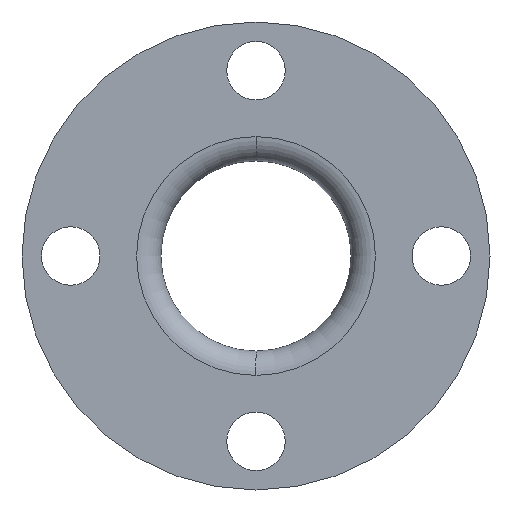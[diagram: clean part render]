
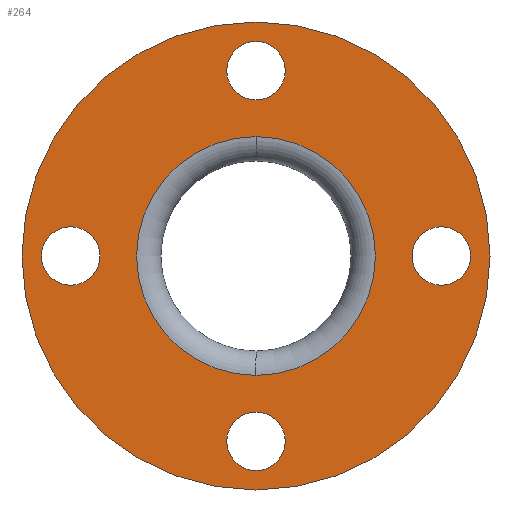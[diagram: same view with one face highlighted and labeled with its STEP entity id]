
A CAD part, left-side view. The second image highlights one B-rep face of the part: STEP entity #264.
In plain terms, the highlighted planar face has unit normal (-1, 0, 0).
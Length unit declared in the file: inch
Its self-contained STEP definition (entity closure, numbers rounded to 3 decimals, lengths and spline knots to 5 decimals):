
#17 = CIRCLE ( 'NONE', #285, 3. ) ;
#21 = EDGE_CURVE ( 'NONE', #557, #321, #554, .T. ) ;
#26 = ORIENTED_EDGE ( 'NONE', *, *, #21, .F. ) ;
#34 = DIRECTION ( 'NONE',  ( -1., 0., 0. ) ) ;
#35 = AXIS2_PLACEMENT_3D ( 'NONE', #485, #204, #304 ) ;
#40 = ORIENTED_EDGE ( 'NONE', *, *, #460, .T. ) ;
#43 = FACE_BOUND ( 'NONE', #57, .T. ) ;
#48 = AXIS2_PLACEMENT_3D ( 'NONE', #233, #462, #191 ) ;
#52 = DIRECTION ( 'NONE',  ( 0., 0., 1. ) ) ;
#53 = VERTEX_POINT ( 'NONE', #145 ) ;
#57 = EDGE_LOOP ( 'NONE', ( #353, #359 ) ) ;
#60 = CIRCLE ( 'NONE', #250, 3. ) ;
#62 = CIRCLE ( 'NONE', #371, 0.375 ) ;
#70 = DIRECTION ( 'NONE',  ( 0., 0., 1. ) ) ;
#71 = DIRECTION ( 'NONE',  ( 0., 0., 1. ) ) ;
#78 = CARTESIAN_POINT ( 'NONE',  ( 0.79986, 2.375, -0.375 ) ) ;
#83 = VERTEX_POINT ( 'NONE', #85 ) ;
#85 = CARTESIAN_POINT ( 'NONE',  ( 0.79986, -2.375, -0.375 ) ) ;
#94 = AXIS2_PLACEMENT_3D ( 'NONE', #519, #523, #70 ) ;
#104 = CARTESIAN_POINT ( 'NONE',  ( 0.79986, 0., 0. ) ) ;
#108 = VERTEX_POINT ( 'NONE', #664 ) ;
#109 = DIRECTION ( 'NONE',  ( 0., 0., 1. ) ) ;
#112 = DIRECTION ( 'NONE',  ( -1., 0., 0. ) ) ;
#113 = VERTEX_POINT ( 'NONE', #605 ) ;
#128 = EDGE_CURVE ( 'NONE', #108, #499, #62, .T. ) ;
#133 = VERTEX_POINT ( 'NONE', #218 ) ;
#142 = EDGE_CURVE ( 'NONE', #321, #557, #566, .T. ) ;
#145 = CARTESIAN_POINT ( 'NONE',  ( 0.79986, 0., 1.53125 ) ) ;
#147 = VERTEX_POINT ( 'NONE', #381 ) ;
#159 = DIRECTION ( 'NONE',  ( 0., 0., -1. ) ) ;
#170 = EDGE_LOOP ( 'NONE', ( #471, #40 ) ) ;
#176 = EDGE_CURVE ( 'NONE', #499, #108, #659, .T. ) ;
#179 = DIRECTION ( 'NONE',  ( 1., 0., 0. ) ) ;
#182 = DIRECTION ( 'NONE',  ( 0., 0., -1. ) ) ;
#191 = DIRECTION ( 'NONE',  ( 0., 1., 0. ) ) ;
#195 = DIRECTION ( 'NONE',  ( 0., 1., 0. ) ) ;
#197 = VERTEX_POINT ( 'NONE', #376 ) ;
#203 = CARTESIAN_POINT ( 'NONE',  ( 0.79986, 0., 2.375 ) ) ;
#204 = DIRECTION ( 'NONE',  ( -1., 0., 0. ) ) ;
#205 = EDGE_CURVE ( 'NONE', #147, #83, #693, .T. ) ;
#209 = DIRECTION ( 'NONE',  ( -1., 0., 0. ) ) ;
#213 = EDGE_LOOP ( 'NONE', ( #581, #227 ) ) ;
#214 = PLANE ( 'NONE',  #229 ) ;
#215 = CARTESIAN_POINT ( 'NONE',  ( 0.79986, 0., 0. ) ) ;
#216 = ORIENTED_EDGE ( 'NONE', *, *, #498, .F. ) ;
#218 = CARTESIAN_POINT ( 'NONE',  ( 0.79986, 0., 3. ) ) ;
#221 = ORIENTED_EDGE ( 'NONE', *, *, #731, .F. ) ;
#223 = ORIENTED_EDGE ( 'NONE', *, *, #205, .F. ) ;
#227 = ORIENTED_EDGE ( 'NONE', *, *, #231, .T. ) ;
#229 = AXIS2_PLACEMENT_3D ( 'NONE', #215, #712, #665 ) ;
#231 = EDGE_CURVE ( 'NONE', #113, #133, #60, .T. ) ;
#233 = CARTESIAN_POINT ( 'NONE',  ( 0.79986, 0., -2.375 ) ) ;
#238 = CARTESIAN_POINT ( 'NONE',  ( 0.79986, 0., -1.53125 ) ) ;
#250 = AXIS2_PLACEMENT_3D ( 'NONE', #104, #256, #109 ) ;
#256 = DIRECTION ( 'NONE',  ( -1., 0., 0. ) ) ;
#257 = EDGE_CURVE ( 'NONE', #133, #113, #17, .T. ) ;
#261 = FACE_BOUND ( 'NONE', #553, .T. ) ;
#264 = ADVANCED_FACE ( 'NONE', ( #43, #261, #719, #488, #714, #549 ), #214, .T. ) ;
#269 = DIRECTION ( 'NONE',  ( -1., 0., 0. ) ) ;
#285 = AXIS2_PLACEMENT_3D ( 'NONE', #709, #269, #599 ) ;
#304 = DIRECTION ( 'NONE',  ( 0., 0., 1. ) ) ;
#309 = CARTESIAN_POINT ( 'NONE',  ( 0.79986, 0., -2.375 ) ) ;
#321 = VERTEX_POINT ( 'NONE', #374 ) ;
#327 = DIRECTION ( 'NONE',  ( 0., -1., 0. ) ) ;
#335 = AXIS2_PLACEMENT_3D ( 'NONE', #372, #112, #327 ) ;
#342 = AXIS2_PLACEMENT_3D ( 'NONE', #309, #34, #195 ) ;
#353 = ORIENTED_EDGE ( 'NONE', *, *, #176, .F. ) ;
#359 = ORIENTED_EDGE ( 'NONE', *, *, #128, .F. ) ;
#371 = AXIS2_PLACEMENT_3D ( 'NONE', #203, #209, #724 ) ;
#372 = CARTESIAN_POINT ( 'NONE',  ( 0.79986, 0., 2.375 ) ) ;
#374 = CARTESIAN_POINT ( 'NONE',  ( 0.79986, 2.375, 0.375 ) ) ;
#376 = CARTESIAN_POINT ( 'NONE',  ( 0.79986, 0., -2. ) ) ;
#381 = CARTESIAN_POINT ( 'NONE',  ( 0.79986, -2.375, 0.375 ) ) ;
#386 = CARTESIAN_POINT ( 'NONE',  ( 0.79986, 2.375, 0. ) ) ;
#409 = CIRCLE ( 'NONE', #94, 1.53125 ) ;
#410 = CIRCLE ( 'NONE', #686, 1.53125 ) ;
#414 = CARTESIAN_POINT ( 'NONE',  ( 0.79986, 0., -2.75 ) ) ;
#417 = CARTESIAN_POINT ( 'NONE',  ( 0.79986, 0., 2.75 ) ) ;
#429 = AXIS2_PLACEMENT_3D ( 'NONE', #461, #632, #182 ) ;
#440 = VERTEX_POINT ( 'NONE', #414 ) ;
#454 = CIRCLE ( 'NONE', #342, 0.375 ) ;
#460 = EDGE_CURVE ( 'NONE', #568, #53, #409, .T. ) ;
#461 = CARTESIAN_POINT ( 'NONE',  ( 0.79986, -2.375, 0. ) ) ;
#462 = DIRECTION ( 'NONE',  ( -1., 0., 0. ) ) ;
#469 = AXIS2_PLACEMENT_3D ( 'NONE', #386, #556, #52 ) ;
#471 = ORIENTED_EDGE ( 'NONE', *, *, #598, .T. ) ;
#485 = CARTESIAN_POINT ( 'NONE',  ( 0.79986, 2.375, 0. ) ) ;
#488 = FACE_BOUND ( 'NONE', #544, .T. ) ;
#498 = EDGE_CURVE ( 'NONE', #440, #197, #593, .T. ) ;
#499 = VERTEX_POINT ( 'NONE', #417 ) ;
#512 = CARTESIAN_POINT ( 'NONE',  ( 0.79986, 0., 0. ) ) ;
#519 = CARTESIAN_POINT ( 'NONE',  ( 0.79986, 0., 0. ) ) ;
#523 = DIRECTION ( 'NONE',  ( 1., 0., 0. ) ) ;
#544 = EDGE_LOOP ( 'NONE', ( #708, #26 ) ) ;
#549 = FACE_OUTER_BOUND ( 'NONE', #213, .T. ) ;
#551 = AXIS2_PLACEMENT_3D ( 'NONE', #607, #661, #159 ) ;
#553 = EDGE_LOOP ( 'NONE', ( #223, #653 ) ) ;
#554 = CIRCLE ( 'NONE', #35, 0.375 ) ;
#556 = DIRECTION ( 'NONE',  ( -1., 0., 0. ) ) ;
#557 = VERTEX_POINT ( 'NONE', #78 ) ;
#561 = CIRCLE ( 'NONE', #429, 0.375 ) ;
#566 = CIRCLE ( 'NONE', #469, 0.375 ) ;
#568 = VERTEX_POINT ( 'NONE', #238 ) ;
#581 = ORIENTED_EDGE ( 'NONE', *, *, #257, .T. ) ;
#586 = EDGE_LOOP ( 'NONE', ( #221, #216 ) ) ;
#593 = CIRCLE ( 'NONE', #48, 0.375 ) ;
#598 = EDGE_CURVE ( 'NONE', #53, #568, #410, .T. ) ;
#599 = DIRECTION ( 'NONE',  ( 0., 0., 1. ) ) ;
#605 = CARTESIAN_POINT ( 'NONE',  ( 0.79986, 0., -3. ) ) ;
#607 = CARTESIAN_POINT ( 'NONE',  ( 0.79986, -2.375, 0. ) ) ;
#623 = EDGE_CURVE ( 'NONE', #83, #147, #561, .T. ) ;
#632 = DIRECTION ( 'NONE',  ( -1., 0., 0. ) ) ;
#653 = ORIENTED_EDGE ( 'NONE', *, *, #623, .F. ) ;
#659 = CIRCLE ( 'NONE', #335, 0.375 ) ;
#661 = DIRECTION ( 'NONE',  ( -1., 0., 0. ) ) ;
#664 = CARTESIAN_POINT ( 'NONE',  ( 0.79986, 0., 2. ) ) ;
#665 = DIRECTION ( 'NONE',  ( 0., 0., 1. ) ) ;
#686 = AXIS2_PLACEMENT_3D ( 'NONE', #512, #179, #71 ) ;
#693 = CIRCLE ( 'NONE', #551, 0.375 ) ;
#708 = ORIENTED_EDGE ( 'NONE', *, *, #142, .F. ) ;
#709 = CARTESIAN_POINT ( 'NONE',  ( 0.79986, 0., 0. ) ) ;
#712 = DIRECTION ( 'NONE',  ( -1., 0., 0. ) ) ;
#714 = FACE_BOUND ( 'NONE', #170, .T. ) ;
#719 = FACE_BOUND ( 'NONE', #586, .T. ) ;
#724 = DIRECTION ( 'NONE',  ( 0., -1., 0. ) ) ;
#731 = EDGE_CURVE ( 'NONE', #197, #440, #454, .T. ) ;
